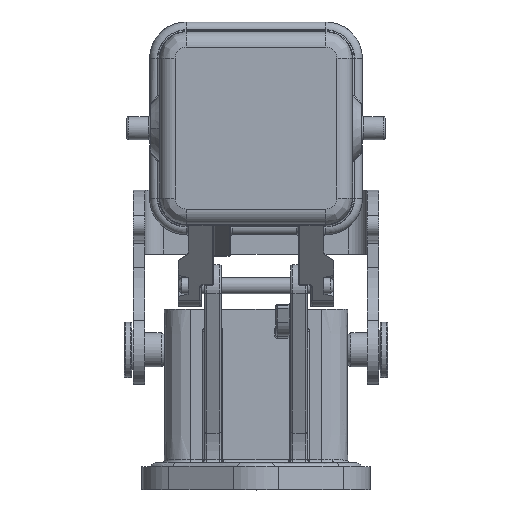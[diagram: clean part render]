
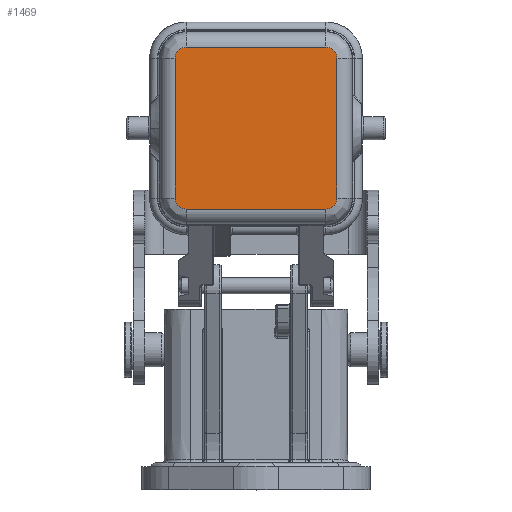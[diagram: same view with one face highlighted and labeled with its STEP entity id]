
A CAD part, top view. The second image highlights one B-rep face of the part: STEP entity #1469.
In plain terms, the highlighted planar face has unit normal (0, 0, 1).
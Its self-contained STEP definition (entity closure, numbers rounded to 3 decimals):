
#1001=CIRCLE('',#9214,1.429);
#1002=CIRCLE('',#9215,1.429);
#1003=CIRCLE('',#9216,1.429);
#1004=CIRCLE('',#9217,1.429);
#1469=ADVANCED_FACE('',(#2189),#2021,.T.);
#2021=PLANE('',#9218);
#2189=FACE_OUTER_BOUND('',#2690,.T.);
#2690=EDGE_LOOP('',(#3443,#3444,#3445,#3446,#3447,#3448,#3449,#3450));
#3443=ORIENTED_EDGE('',*,*,#6883,.F.);
#3444=ORIENTED_EDGE('',*,*,#6884,.F.);
#3445=ORIENTED_EDGE('',*,*,#6885,.F.);
#3446=ORIENTED_EDGE('',*,*,#6886,.F.);
#3447=ORIENTED_EDGE('',*,*,#6879,.F.);
#3448=ORIENTED_EDGE('',*,*,#6887,.F.);
#3449=ORIENTED_EDGE('',*,*,#6888,.F.);
#3450=ORIENTED_EDGE('',*,*,#6889,.F.);
#6041=VERTEX_POINT('',#12819);
#6042=VERTEX_POINT('',#12820);
#6045=VERTEX_POINT('',#12828);
#6046=VERTEX_POINT('',#12829);
#6047=VERTEX_POINT('',#12831);
#6048=VERTEX_POINT('',#12833);
#6049=VERTEX_POINT('',#12836);
#6050=VERTEX_POINT('',#12838);
#6879=EDGE_CURVE('',#6041,#6042,#8153,.T.);
#6883=EDGE_CURVE('',#6045,#6046,#8155,.T.);
#6884=EDGE_CURVE('',#6047,#6045,#1001,.T.);
#6885=EDGE_CURVE('',#6048,#6047,#8156,.T.);
#6886=EDGE_CURVE('',#6042,#6048,#1002,.T.);
#6887=EDGE_CURVE('',#6049,#6041,#1003,.T.);
#6888=EDGE_CURVE('',#6050,#6049,#8157,.T.);
#6889=EDGE_CURVE('',#6046,#6050,#1004,.T.);
#8153=LINE('',#12818,#8686);
#8155=LINE('',#12827,#8688);
#8156=LINE('',#12832,#8689);
#8157=LINE('',#12837,#8690);
#8686=VECTOR('',#10295,1.);
#8688=VECTOR('',#10303,1.);
#8689=VECTOR('',#10306,1.);
#8690=VECTOR('',#10311,1.);
#9214=AXIS2_PLACEMENT_3D('',#12830,#10304,#10305);
#9215=AXIS2_PLACEMENT_3D('',#12834,#10307,#10308);
#9216=AXIS2_PLACEMENT_3D('',#12835,#10309,#10310);
#9217=AXIS2_PLACEMENT_3D('',#12839,#10312,#10313);
#9218=AXIS2_PLACEMENT_3D('',#12840,#10314,#10315);
#10295=DIRECTION('',(1.,0.,0.));
#10303=DIRECTION('',(-1.,0.,0.));
#10304=DIRECTION('',(0.,0.,-1.));
#10305=DIRECTION('',(0.,1.,0.));
#10306=DIRECTION('',(0.,-1.,0.));
#10307=DIRECTION('',(0.,0.,-1.));
#10308=DIRECTION('',(0.,1.,0.));
#10309=DIRECTION('',(0.,0.,-1.));
#10310=DIRECTION('',(0.,1.,0.));
#10311=DIRECTION('',(0.,1.,0.));
#10312=DIRECTION('',(0.,0.,-1.));
#10313=DIRECTION('',(0.,1.,0.));
#10314=DIRECTION('',(0.,0.,1.));
#10315=DIRECTION('',(0.,1.,0.));
#12818=CARTESIAN_POINT('',(9.16,56.229,115.4));
#12819=CARTESIAN_POINT('',(-9.1,56.229,115.4));
#12820=CARTESIAN_POINT('',(9.1,56.229,115.4));
#12827=CARTESIAN_POINT('',(-9.16,35.171,115.4));
#12828=CARTESIAN_POINT('',(9.1,35.171,115.4));
#12829=CARTESIAN_POINT('',(-9.1,35.171,115.4));
#12830=CARTESIAN_POINT('',(9.1,36.6,115.4));
#12831=CARTESIAN_POINT('',(10.529,36.6,115.4));
#12832=CARTESIAN_POINT('',(10.529,36.54,115.4));
#12833=CARTESIAN_POINT('',(10.529,54.8,115.4));
#12834=CARTESIAN_POINT('',(9.1,54.8,115.4));
#12835=CARTESIAN_POINT('',(-9.1,54.8,115.4));
#12836=CARTESIAN_POINT('',(-10.529,54.8,115.4));
#12837=CARTESIAN_POINT('',(-10.529,54.86,115.4));
#12838=CARTESIAN_POINT('',(-10.529,36.6,115.4));
#12839=CARTESIAN_POINT('',(-9.1,36.6,115.4));
#12840=CARTESIAN_POINT('',(0.,45.7,115.4));
